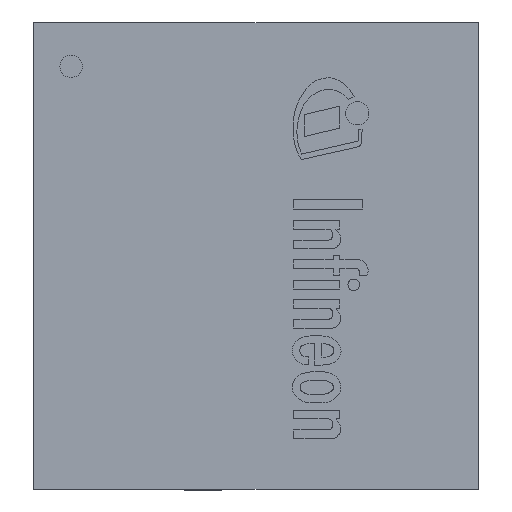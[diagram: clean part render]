
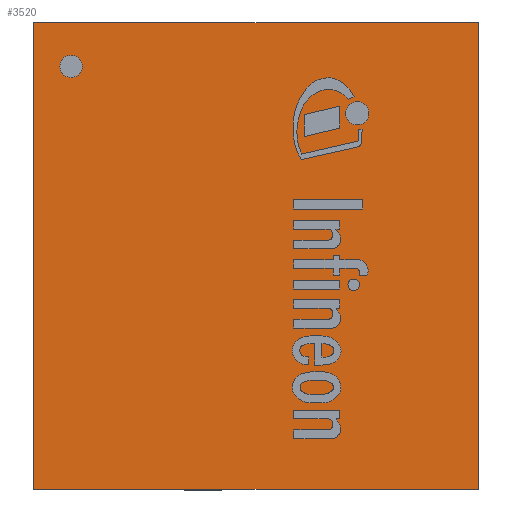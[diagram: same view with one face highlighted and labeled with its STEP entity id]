
A CAD part, top view. The second image highlights one B-rep face of the part: STEP entity #3520.
In plain terms, the highlighted planar face has unit normal (0, 0, 1).
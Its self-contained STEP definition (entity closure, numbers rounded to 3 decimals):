
#127=LINE('',#4893,#551);
#130=LINE('',#4899,#554);
#133=LINE('',#4905,#557);
#136=LINE('',#4909,#560);
#551=VECTOR('',#3999,1.);
#554=VECTOR('',#4004,1.);
#557=VECTOR('',#4009,1.);
#560=VECTOR('',#4014,1.);
#979=PLANE('',#3760);
#1148=FACE_BOUND('',#1380,.T.);
#1163=FACE_OUTER_BOUND('',#1379,.T.);
#1379=EDGE_LOOP('',(#2504,#2505,#2506,#2507));
#1380=EDGE_LOOP('',(#2508));
#1595=CIRCLE('',#3752,0.15);
#1635=VERTEX_POINT('',#4881);
#1639=VERTEX_POINT('',#4890);
#1640=VERTEX_POINT('',#4892);
#1642=VERTEX_POINT('',#4898);
#1644=VERTEX_POINT('',#4904);
#1975=EDGE_CURVE('',#1635,#1635,#1595,.T.);
#1979=EDGE_CURVE('',#1640,#1639,#127,.T.);
#1982=EDGE_CURVE('',#1642,#1640,#130,.T.);
#1985=EDGE_CURVE('',#1644,#1642,#133,.T.);
#1988=EDGE_CURVE('',#1639,#1644,#136,.T.);
#2504=ORIENTED_EDGE('',*,*,#1988,.T.);
#2505=ORIENTED_EDGE('',*,*,#1985,.T.);
#2506=ORIENTED_EDGE('',*,*,#1982,.T.);
#2507=ORIENTED_EDGE('',*,*,#1979,.T.);
#2508=ORIENTED_EDGE('',*,*,#1975,.T.);
#3520=ADVANCED_FACE('',(#1163,#1148),#979,.T.);
#3752=AXIS2_PLACEMENT_3D('',#4882,#3989,#3990);
#3760=AXIS2_PLACEMENT_3D('',#4911,#4017,#4018);
#3989=DIRECTION('center_axis',(0.,0.,-1.));
#3990=DIRECTION('ref_axis',(0.,1.,0.));
#3999=DIRECTION('',(1.,0.,0.));
#4004=DIRECTION('',(0.,-1.,0.));
#4009=DIRECTION('',(-1.,0.,0.));
#4014=DIRECTION('',(0.,1.,0.));
#4017=DIRECTION('center_axis',(0.,0.,1.));
#4018=DIRECTION('ref_axis',(0.,-1.,0.));
#4881=CARTESIAN_POINT('',(-2.49,2.4,1.));
#4882=CARTESIAN_POINT('Origin',(-2.49,2.55,1.));
#4890=CARTESIAN_POINT('',(2.99,-3.14,1.));
#4892=CARTESIAN_POINT('',(-2.99,-3.14,1.));
#4893=CARTESIAN_POINT('',(2.99,-3.14,1.));
#4898=CARTESIAN_POINT('',(-2.99,3.14,1.));
#4899=CARTESIAN_POINT('',(-2.99,-3.14,1.));
#4904=CARTESIAN_POINT('',(2.99,3.14,1.));
#4905=CARTESIAN_POINT('',(-2.99,3.14,1.));
#4909=CARTESIAN_POINT('',(2.99,3.14,1.));
#4911=CARTESIAN_POINT('Origin',(0.,0.,
1.));
